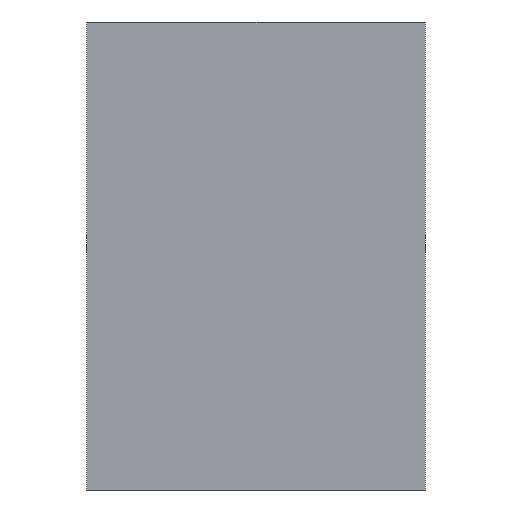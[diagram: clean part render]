
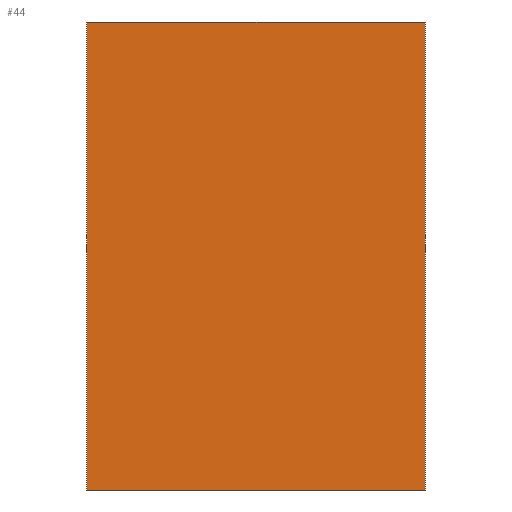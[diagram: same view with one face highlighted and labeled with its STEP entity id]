
A CAD part, left-side view. The second image highlights one B-rep face of the part: STEP entity #44.
In plain terms, the highlighted planar face has unit normal (-1, 0, 0).
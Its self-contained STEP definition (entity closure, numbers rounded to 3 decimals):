
#44 = ADVANCED_FACE( '', ( #95 ), #96, .F. );
#95 = FACE_OUTER_BOUND( '', #144, .T. );
#96 = PLANE( '', #145 );
#144 = EDGE_LOOP( '', ( #209, #210, #211, #212 ) );
#145 = AXIS2_PLACEMENT_3D( '', #213, #214, #215 );
#209 = ORIENTED_EDGE( '', *, *, #265, .T. );
#210 = ORIENTED_EDGE( '', *, *, #267, .F. );
#211 = ORIENTED_EDGE( '', *, *, #248, .F. );
#212 = ORIENTED_EDGE( '', *, *, #259, .T. );
#213 = CARTESIAN_POINT( '', ( -448., 42., 116. ) );
#214 = DIRECTION( '', ( 1., 0., 0. ) );
#215 = DIRECTION( '', ( 0., 0., -1. ) );
#248 = EDGE_CURVE( '', #282, #284, #285, .T. );
#259 = EDGE_CURVE( '', #282, #299, #301, .T. );
#265 = EDGE_CURVE( '', #299, #309, #311, .T. );
#267 = EDGE_CURVE( '', #284, #309, #313, .T. );
#282 = VERTEX_POINT( '', #328 );
#284 = VERTEX_POINT( '', #331 );
#285 = LINE( '', #332, #333 );
#299 = VERTEX_POINT( '', #352 );
#301 = LINE( '', #355, #356 );
#309 = VERTEX_POINT( '', #364 );
#311 = LINE( '', #367, #368 );
#313 = LINE( '', #370, #371 );
#328 = CARTESIAN_POINT( '', ( -448., 42., 116. ) );
#331 = CARTESIAN_POINT( '', ( -448., -42., 116. ) );
#332 = CARTESIAN_POINT( '', ( -448., 42., 116. ) );
#333 = VECTOR( '', #389, 1000. );
#352 = CARTESIAN_POINT( '', ( -448., 42., 0. ) );
#355 = CARTESIAN_POINT( '', ( -448., 42., 116. ) );
#356 = VECTOR( '', #399, 1000. );
#364 = CARTESIAN_POINT( '', ( -448., -42., 0. ) );
#367 = CARTESIAN_POINT( '', ( -448., 42., 0. ) );
#368 = VECTOR( '', #410, 1000. );
#370 = CARTESIAN_POINT( '', ( -448., -42., 116. ) );
#371 = VECTOR( '', #411, 1000. );
#389 = DIRECTION( '', ( 0., -1., 0. ) );
#399 = DIRECTION( '', ( 0., 0., -1. ) );
#410 = DIRECTION( '', ( 0., -1., 0. ) );
#411 = DIRECTION( '', ( 0., 0., -1. ) );
